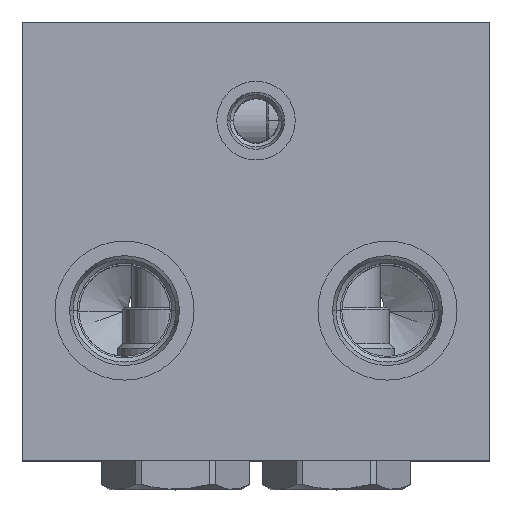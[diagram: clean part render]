
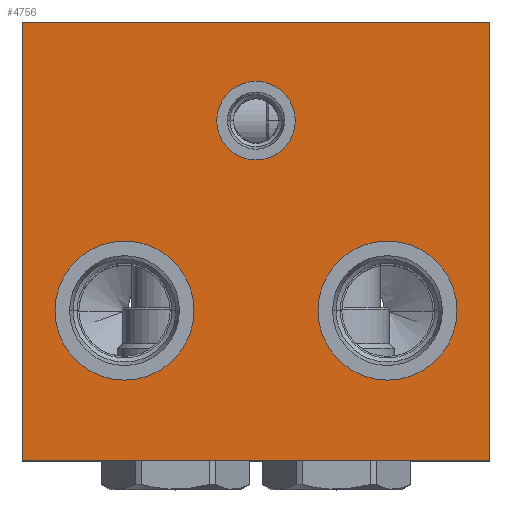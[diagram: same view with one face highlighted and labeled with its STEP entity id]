
A CAD part, top view. The second image highlights one B-rep face of the part: STEP entity #4756.
In plain terms, the highlighted planar face has unit normal (0, 0, 1).
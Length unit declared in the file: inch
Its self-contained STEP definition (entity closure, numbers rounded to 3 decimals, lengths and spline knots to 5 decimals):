
#153=DIRECTION('',(0.,-1.,0.));
#154=VECTOR('',#153,3.75);
#155=CARTESIAN_POINT('',(0.,0.,5.));
#156=LINE('',#155,#154);
#157=DIRECTION('',(-1.,0.,0.));
#158=VECTOR('',#157,4.);
#159=CARTESIAN_POINT('',(4.,0.,5.));
#160=LINE('',#159,#158);
#161=DIRECTION('',(0.,1.,0.));
#162=VECTOR('',#161,3.75);
#163=CARTESIAN_POINT('',(4.,-3.75,5.));
#164=LINE('',#163,#162);
#165=DIRECTION('',(1.,0.,0.));
#166=VECTOR('',#165,4.);
#167=CARTESIAN_POINT('',(0.,-3.75,5.));
#168=LINE('',#167,#166);
#169=CARTESIAN_POINT('',(0.875,-2.469,5.));
#170=DIRECTION('',(0.,0.,-1.));
#171=DIRECTION('',(-1.,0.,0.));
#172=AXIS2_PLACEMENT_3D('',#169,#170,#171);
#174=CARTESIAN_POINT('',(0.875,-2.469,5.));
#175=DIRECTION('',(0.,0.,-1.));
#176=DIRECTION('',(1.,0.,0.));
#177=AXIS2_PLACEMENT_3D('',#174,#175,#176);
#179=CARTESIAN_POINT('',(3.125,-2.469,5.));
#180=DIRECTION('',(0.,0.,-1.));
#181=DIRECTION('',(-1.,0.,0.));
#182=AXIS2_PLACEMENT_3D('',#179,#180,#181);
#184=CARTESIAN_POINT('',(3.125,-2.469,5.));
#185=DIRECTION('',(0.,0.,-1.));
#186=DIRECTION('',(1.,0.,0.));
#187=AXIS2_PLACEMENT_3D('',#184,#185,#186);
#189=CARTESIAN_POINT('',(2.,-0.844,5.));
#190=DIRECTION('',(0.,0.,-1.));
#191=DIRECTION('',(-1.,0.,0.));
#192=AXIS2_PLACEMENT_3D('',#189,#190,#191);
#194=CARTESIAN_POINT('',(2.,-0.844,5.));
#195=DIRECTION('',(0.,0.,-1.));
#196=DIRECTION('',(1.,0.,0.));
#197=AXIS2_PLACEMENT_3D('',#194,#195,#196);
#4022=CARTESIAN_POINT('',(0.,0.,5.));
#4023=CARTESIAN_POINT('',(0.,-3.75,5.));
#4024=VERTEX_POINT('',#4022);
#4025=VERTEX_POINT('',#4023);
#4026=CARTESIAN_POINT('',(4.,-3.75,5.));
#4027=VERTEX_POINT('',#4026);
#4028=CARTESIAN_POINT('',(4.,0.,5.));
#4029=VERTEX_POINT('',#4028);
#4214=CARTESIAN_POINT('',(0.28,-2.469,5.));
#4215=CARTESIAN_POINT('',(1.47,-2.469,5.));
#4216=VERTEX_POINT('',#4214);
#4217=VERTEX_POINT('',#4215);
#4249=CARTESIAN_POINT('',(2.53,-2.469,5.));
#4250=CARTESIAN_POINT('',(3.72,-2.469,5.));
#4251=VERTEX_POINT('',#4249);
#4252=VERTEX_POINT('',#4250);
#4280=CARTESIAN_POINT('',(1.664,-0.844,5.));
#4281=CARTESIAN_POINT('',(2.336,-0.844,5.));
#4282=VERTEX_POINT('',#4280);
#4283=VERTEX_POINT('',#4281);
#4727=CARTESIAN_POINT('',(0.,0.,5.));
#4728=DIRECTION('',(0.,0.,1.));
#4729=DIRECTION('',(1.,0.,0.));
#4730=AXIS2_PLACEMENT_3D('',#4727,#4728,#4729);
#4731=PLANE('',#4730);
#4732=ORIENTED_EDGE('',*,*,#4631,.F.);
#4733=ORIENTED_EDGE('',*,*,#4658,.F.);
#4734=ORIENTED_EDGE('',*,*,#4672,.F.);
#4735=ORIENTED_EDGE('',*,*,#4703,.F.);
#4736=EDGE_LOOP('',(#4732,#4733,#4734,#4735));
#4737=FACE_OUTER_BOUND('',#4736,.F.);
#4739=ORIENTED_EDGE('',*,*,#4738,.F.);
#4741=ORIENTED_EDGE('',*,*,#4740,.F.);
#4742=EDGE_LOOP('',(#4739,#4741));
#4743=FACE_BOUND('',#4742,.F.);
#4745=ORIENTED_EDGE('',*,*,#4744,.F.);
#4747=ORIENTED_EDGE('',*,*,#4746,.F.);
#4748=EDGE_LOOP('',(#4745,#4747));
#4749=FACE_BOUND('',#4748,.F.);
#4751=ORIENTED_EDGE('',*,*,#4750,.F.);
#4753=ORIENTED_EDGE('',*,*,#4752,.F.);
#4754=EDGE_LOOP('',(#4751,#4753));
#4755=FACE_BOUND('',#4754,.F.);
#4756=ADVANCED_FACE('',(#4737,#4743,#4749,#4755),#4731,.T.);
#173=CIRCLE('',#172,0.595);
#178=CIRCLE('',#177,0.595);
#183=CIRCLE('',#182,0.595);
#188=CIRCLE('',#187,0.595);
#193=CIRCLE('',#192,0.336);
#198=CIRCLE('',#197,0.336);
#4631=EDGE_CURVE('',#4024,#4025,#156,.T.);
#4658=EDGE_CURVE('',#4029,#4024,#160,.T.);
#4672=EDGE_CURVE('',#4027,#4029,#164,.T.);
#4703=EDGE_CURVE('',#4025,#4027,#168,.T.);
#4738=EDGE_CURVE('',#4216,#4217,#173,.T.);
#4740=EDGE_CURVE('',#4217,#4216,#178,.T.);
#4744=EDGE_CURVE('',#4251,#4252,#183,.T.);
#4746=EDGE_CURVE('',#4252,#4251,#188,.T.);
#4750=EDGE_CURVE('',#4282,#4283,#193,.T.);
#4752=EDGE_CURVE('',#4283,#4282,#198,.T.);
